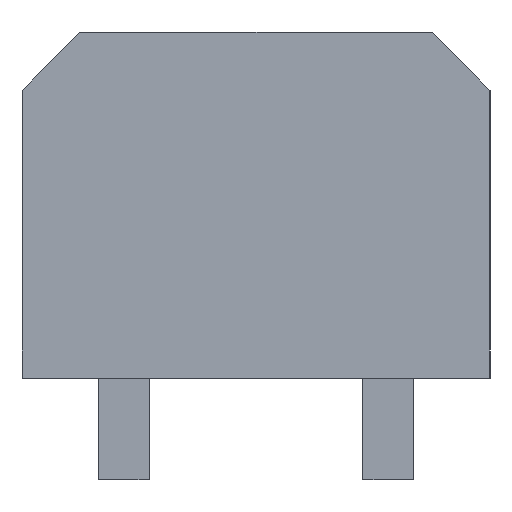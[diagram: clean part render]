
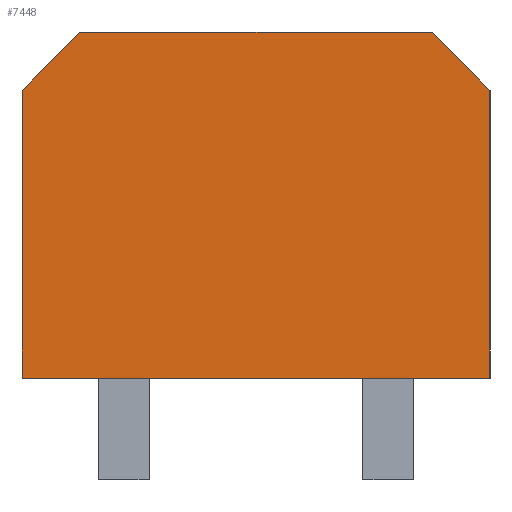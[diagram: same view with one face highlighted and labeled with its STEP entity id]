
A CAD part, left-side view. The second image highlights one B-rep face of the part: STEP entity #7448.
In plain terms, the highlighted planar face has unit normal (-1, 0, 0).
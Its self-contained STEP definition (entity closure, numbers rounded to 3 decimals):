
#54=LINE('',#10078,#594);
#56=LINE('',#10082,#596);
#71=LINE('',#10112,#611);
#72=LINE('',#10114,#612);
#73=LINE('',#10116,#613);
#74=LINE('',#10117,#614);
#594=VECTOR('',#8071,1000.);
#596=VECTOR('',#8075,1000.);
#611=VECTOR('',#8100,1000.);
#612=VECTOR('',#8101,1000.);
#613=VECTOR('',#8102,1000.);
#614=VECTOR('',#8103,1000.);
#1390=ORIENTED_EDGE('',*,*,#2993,.F.);
#1391=ORIENTED_EDGE('',*,*,#3010,.F.);
#1392=ORIENTED_EDGE('',*,*,#3011,.F.);
#1393=ORIENTED_EDGE('',*,*,#3012,.T.);
#1394=ORIENTED_EDGE('',*,*,#2995,.T.);
#1395=ORIENTED_EDGE('',*,*,#3013,.T.);
#2993=EDGE_CURVE('',#3805,#3806,#54,.T.);
#2995=EDGE_CURVE('',#3807,#3808,#56,.T.);
#3010=EDGE_CURVE('',#3817,#3805,#71,.T.);
#3011=EDGE_CURVE('',#3818,#3817,#72,.T.);
#3012=EDGE_CURVE('',#3818,#3807,#73,.T.);
#3013=EDGE_CURVE('',#3808,#3806,#74,.T.);
#3805=VERTEX_POINT('',#10077);
#3806=VERTEX_POINT('',#10079);
#3807=VERTEX_POINT('',#10083);
#3808=VERTEX_POINT('',#10084);
#3817=VERTEX_POINT('',#10113);
#3818=VERTEX_POINT('',#10115);
#4406=EDGE_LOOP('',(#1390,#1391,#1392,#1393,#1394,#1395));
#4753=FACE_BOUND('',#4406,.T.);
#5074=PLANE('',#7769);
#7448=ADVANCED_FACE('',(#4753),#5074,.F.);
#7769=AXIS2_PLACEMENT_3D('',#10111,#8098,#8099);
#8071=DIRECTION('',(0.,0.,-1.));
#8075=DIRECTION('',(0.,0.,-1.));
#8098=DIRECTION('',(1.,0.,0.));
#8099=DIRECTION('',(0.,0.,-1.));
#8100=DIRECTION('',(0.,-0.707,-0.707));
#8101=DIRECTION('',(0.,-1.,0.));
#8102=DIRECTION('',(0.,0.707,-0.707));
#8103=DIRECTION('',(0.,-1.,0.));
#10077=CARTESIAN_POINT('',(-26.3,-11.5,5.65));
#10078=CARTESIAN_POINT('',(-26.3,-11.5,8.5));
#10079=CARTESIAN_POINT('',(-26.3,-11.5,-8.5));
#10082=CARTESIAN_POINT('',(-26.3,11.5,8.5));
#10083=CARTESIAN_POINT('',(-26.3,11.5,5.65));
#10084=CARTESIAN_POINT('',(-26.3,11.5,-8.5));
#10111=CARTESIAN_POINT('',(-26.3,11.5,8.5));
#10112=CARTESIAN_POINT('',(-26.3,1.425,18.575));
#10113=CARTESIAN_POINT('',(-26.3,-8.65,8.5));
#10114=CARTESIAN_POINT('',(-26.3,11.5,8.5));
#10115=CARTESIAN_POINT('',(-26.3,8.65,8.5));
#10116=CARTESIAN_POINT('',(-26.3,8.65,8.5));
#10117=CARTESIAN_POINT('',(-26.3,11.5,-8.5));
